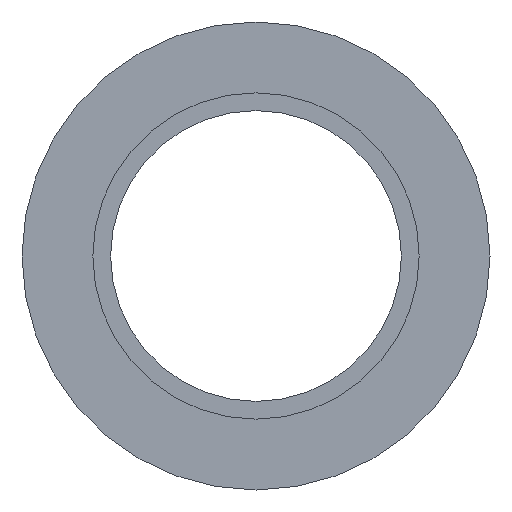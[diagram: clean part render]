
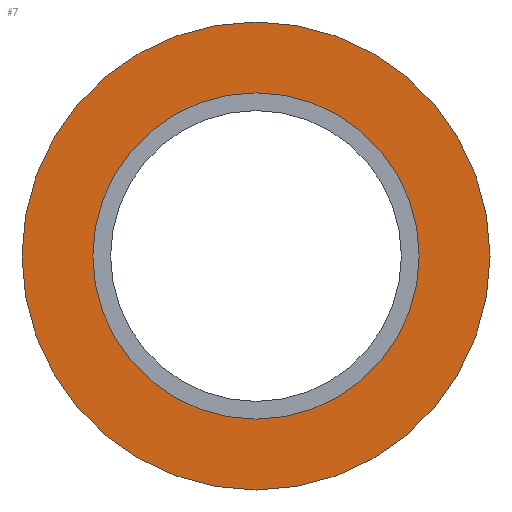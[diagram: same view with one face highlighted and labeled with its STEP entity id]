
A CAD part, front view. The second image highlights one B-rep face of the part: STEP entity #7.
In plain terms, the highlighted planar face has unit normal (0, -1, 0).
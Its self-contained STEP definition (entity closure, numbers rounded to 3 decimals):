
#2 = ORIENTED_EDGE ( 'NONE', *, *, #73, .T. ) ;
#7 = ADVANCED_FACE ( 'NONE', ( #123, #301 ), #464, .F. ) ;
#12 = VERTEX_POINT ( 'NONE', #420 ) ;
#16 = EDGE_CURVE ( 'NONE', #12, #419, #308, .T. ) ;
#18 = CARTESIAN_POINT ( 'NONE',  ( 0., 0., 0. ) ) ;
#24 = DIRECTION ( 'NONE',  ( 0., -1., 0. ) ) ;
#29 = AXIS2_PLACEMENT_3D ( 'NONE', #429, #443, #155 ) ;
#31 = DIRECTION ( 'NONE',  ( 0., 0., -1. ) ) ;
#50 = CIRCLE ( 'NONE', #63, 37.5 ) ;
#63 = AXIS2_PLACEMENT_3D ( 'NONE', #206, #208, #187 ) ;
#73 = EDGE_CURVE ( 'NONE', #306, #365, #50, .T. ) ;
#90 = DIRECTION ( 'NONE',  ( 0., 0., 1. ) ) ;
#93 = ORIENTED_EDGE ( 'NONE', *, *, #381, .T. ) ;
#102 = DIRECTION ( 'NONE',  ( 0., 0., -1. ) ) ;
#123 = FACE_BOUND ( 'NONE', #140, .T. ) ;
#135 = AXIS2_PLACEMENT_3D ( 'NONE', #241, #424, #90 ) ;
#140 = EDGE_LOOP ( 'NONE', ( #439, #143 ) ) ;
#141 = CARTESIAN_POINT ( 'NONE',  ( 0., 0., 0. ) ) ;
#143 = ORIENTED_EDGE ( 'NONE', *, *, #458, .F. ) ;
#155 = DIRECTION ( 'NONE',  ( 0., 0., -1. ) ) ;
#187 = DIRECTION ( 'NONE',  ( 0., 0., -1. ) ) ;
#206 = CARTESIAN_POINT ( 'NONE',  ( 0., 0., 0. ) ) ;
#207 = AXIS2_PLACEMENT_3D ( 'NONE', #141, #471, #102 ) ;
#208 = DIRECTION ( 'NONE',  ( 0., -1., 0. ) ) ;
#229 = CIRCLE ( 'NONE', #207, 26.15 ) ;
#241 = CARTESIAN_POINT ( 'NONE',  ( -26.15, 0., 0. ) ) ;
#257 = CIRCLE ( 'NONE', #29, 37.5 ) ;
#301 = FACE_OUTER_BOUND ( 'NONE', #364, .T. ) ;
#306 = VERTEX_POINT ( 'NONE', #314 ) ;
#308 = CIRCLE ( 'NONE', #467, 26.15 ) ;
#314 = CARTESIAN_POINT ( 'NONE',  ( 0., 0., 37.5 ) ) ;
#364 = EDGE_LOOP ( 'NONE', ( #93, #2 ) ) ;
#365 = VERTEX_POINT ( 'NONE', #421 ) ;
#369 = CARTESIAN_POINT ( 'NONE',  ( 0., 0., 26.15 ) ) ;
#381 = EDGE_CURVE ( 'NONE', #365, #306, #257, .T. ) ;
#419 = VERTEX_POINT ( 'NONE', #369 ) ;
#420 = CARTESIAN_POINT ( 'NONE',  ( 0., 0., -26.15 ) ) ;
#421 = CARTESIAN_POINT ( 'NONE',  ( 0., 0., -37.5 ) ) ;
#424 = DIRECTION ( 'NONE',  ( 0., 1., 0. ) ) ;
#429 = CARTESIAN_POINT ( 'NONE',  ( 0., 0., 0. ) ) ;
#439 = ORIENTED_EDGE ( 'NONE', *, *, #16, .F. ) ;
#443 = DIRECTION ( 'NONE',  ( 0., -1., 0. ) ) ;
#458 = EDGE_CURVE ( 'NONE', #419, #12, #229, .T. ) ;
#464 = PLANE ( 'NONE',  #135 ) ;
#467 = AXIS2_PLACEMENT_3D ( 'NONE', #18, #24, #31 ) ;
#471 = DIRECTION ( 'NONE',  ( 0., -1., 0. ) ) ;
